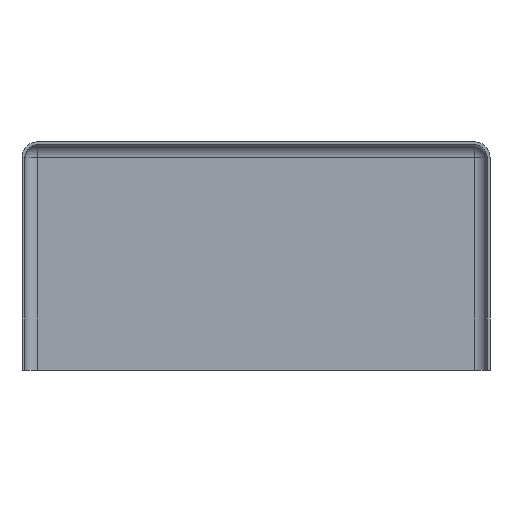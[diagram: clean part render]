
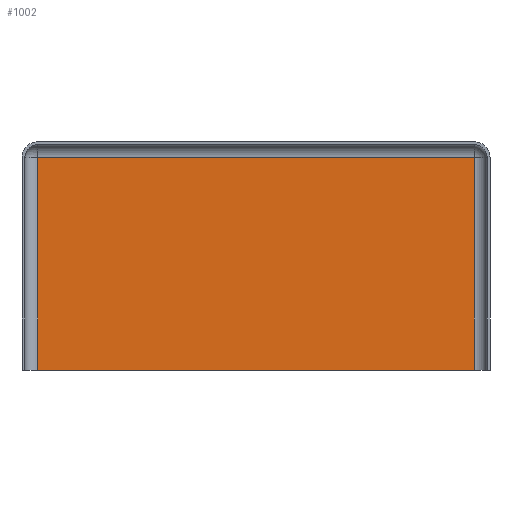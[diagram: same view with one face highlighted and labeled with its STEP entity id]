
A CAD part, front view. The second image highlights one B-rep face of the part: STEP entity #1002.
In plain terms, the highlighted planar face has unit normal (0, -1, 0).
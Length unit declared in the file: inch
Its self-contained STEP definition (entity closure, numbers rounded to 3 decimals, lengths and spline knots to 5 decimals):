
#28=PLANE('',#1112);
#90=FACE_OUTER_BOUND('',#154,.T.);
#154=EDGE_LOOP('',(#835,#836,#837,#838));
#213=LINE('',#1816,#279);
#214=LINE('',#1818,#280);
#215=LINE('',#1820,#281);
#216=LINE('',#1821,#282);
#279=VECTOR('',#1365,4.78125);
#280=VECTOR('',#1366,2.32813);
#281=VECTOR('',#1367,4.78125);
#282=VECTOR('',#1368,2.32813);
#461=VERTEX_POINT('',#1814);
#462=VERTEX_POINT('',#1815);
#463=VERTEX_POINT('',#1817);
#464=VERTEX_POINT('',#1819);
#589=EDGE_CURVE('',#461,#462,#213,.T.);
#590=EDGE_CURVE('',#461,#463,#214,.T.);
#591=EDGE_CURVE('',#463,#464,#215,.T.);
#592=EDGE_CURVE('',#464,#462,#216,.T.);
#835=ORIENTED_EDGE('',*,*,#589,.F.);
#836=ORIENTED_EDGE('',*,*,#590,.T.);
#837=ORIENTED_EDGE('',*,*,#591,.T.);
#838=ORIENTED_EDGE('',*,*,#592,.T.);
#1002=ADVANCED_FACE('',(#90),#28,.F.);
#1112=AXIS2_PLACEMENT_3D('',#1813,#1363,#1364);
#1363=DIRECTION('center_axis',(0.,1.,0.));
#1364=DIRECTION('ref_axis',(0.,0.,1.));
#1365=DIRECTION('',(-1.,0.,0.));
#1366=DIRECTION('',(0.,0.,1.));
#1367=DIRECTION('',(-1.,0.,0.));
#1368=DIRECTION('',(0.,0.,-1.));
#1813=CARTESIAN_POINT('Origin',(-3.0138,0.26563,-3.24659));
#1814=CARTESIAN_POINT('',(-0.62317,0.26563,-4.33838));
#1815=CARTESIAN_POINT('',(-5.40442,0.26563,-4.33838));
#1816=CARTESIAN_POINT('',(-1.73255,0.26563,-4.33838));
#1817=CARTESIAN_POINT('',(-0.62317,0.26563,-2.01026));
#1818=CARTESIAN_POINT('',(-0.62317,0.26563,-2.54249));
#1819=CARTESIAN_POINT('',(-5.40442,0.26563,-2.01026));
#1820=CARTESIAN_POINT('',(-4.29505,0.26563,-2.01026));
#1821=CARTESIAN_POINT('',(-5.40442,0.26563,-3.79249));
